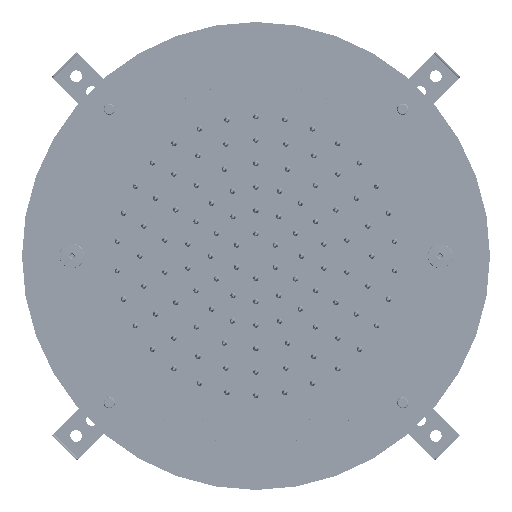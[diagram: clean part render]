
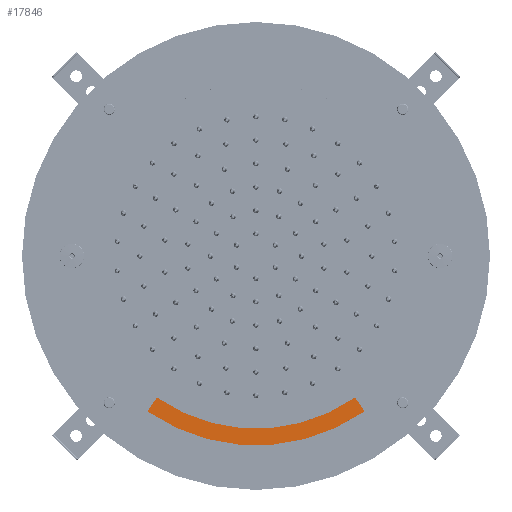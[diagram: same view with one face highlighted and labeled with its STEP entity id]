
A CAD part, top view. The second image highlights one B-rep face of the part: STEP entity #17846.
In plain terms, the highlighted planar face has unit normal (0, 0, 1).
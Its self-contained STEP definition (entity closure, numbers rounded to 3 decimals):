
#17846=ADVANCED_FACE('',(#27209),#27210,.F.);
#27209=FACE_OUTER_BOUND('',#38484,.T.);
#27210=PLANE('',#38485);
#38484=EDGE_LOOP('',(#55313,#55314,#55315,#55316,#55317,#55318,#55319,#55320));
#38485=AXIS2_PLACEMENT_3D('',#55321,#55322,#55323);
#55313=ORIENTED_EDGE('',*,*,#72399,.F.);
#55314=ORIENTED_EDGE('',*,*,#72407,.F.);
#55315=ORIENTED_EDGE('',*,*,#72408,.F.);
#55316=ORIENTED_EDGE('',*,*,#72409,.F.);
#55317=ORIENTED_EDGE('',*,*,#72391,.F.);
#55318=ORIENTED_EDGE('',*,*,#72386,.F.);
#55319=ORIENTED_EDGE('',*,*,#72395,.F.);
#55320=ORIENTED_EDGE('',*,*,#72404,.F.);
#55321=CARTESIAN_POINT('',(0.,0.0,3.0));
#55322=DIRECTION('',(0.0,0.0,-1.0));
#55323=DIRECTION('',(-1.0,0.0,0.0));
#72386=EDGE_CURVE('',#82568,#82569,#82570,.T.);
#72391=EDGE_CURVE('',#82569,#82577,#82578,.T.);
#72395=EDGE_CURVE('',#82583,#82568,#82584,.T.);
#72399=EDGE_CURVE('',#82589,#82590,#82591,.T.);
#72404=EDGE_CURVE('',#82590,#82583,#82598,.T.);
#72407=EDGE_CURVE('',#82601,#82589,#82602,.T.);
#72408=EDGE_CURVE('',#82603,#82601,#82604,.T.);
#72409=EDGE_CURVE('',#82577,#82603,#82605,.T.);
#82568=VERTEX_POINT('',#97409);
#82569=VERTEX_POINT('',#97410);
#82570=CIRCLE('',#97411,170.0);
#82577=VERTEX_POINT('',#97420);
#82578=CIRCLE('',#97421,1.0);
#82583=VERTEX_POINT('',#97427);
#82584=CIRCLE('',#97428,1.0);
#82589=VERTEX_POINT('',#97434);
#82590=VERTEX_POINT('',#97435);
#82591=CIRCLE('',#97436,1.0);
#82598=LINE('',#97445,#97446);
#82601=VERTEX_POINT('',#97450);
#82602=CIRCLE('',#97451,155.0);
#82603=VERTEX_POINT('',#97452);
#82604=CIRCLE('',#97453,1.0);
#82605=LINE('',#97454,#97455);
#97409=CARTESIAN_POINT('',(-96.682,139.83,3.0));
#97410=CARTESIAN_POINT('',(96.682,139.83,3.0));
#97411=AXIS2_PLACEMENT_3D('',#113618,#113619,#113620);
#97420=CARTESIAN_POINT('',(96.933,138.434,3.0));
#97421=AXIS2_PLACEMENT_3D('',#113626,#113627,#113628);
#97427=CARTESIAN_POINT('',(-96.933,138.434,3.0));
#97428=AXIS2_PLACEMENT_3D('',#113633,#113634,#113635);
#97434=CARTESIAN_POINT('',(-88.089,127.536,3.0));
#97435=CARTESIAN_POINT('',(-89.476,127.785,3.0));
#97436=AXIS2_PLACEMENT_3D('',#113640,#113641,#113642);
#97445=CARTESIAN_POINT('',(-93.204,133.11,3.0));
#97446=VECTOR('',#113648,1.0);
#97450=CARTESIAN_POINT('',(88.089,127.536,3.0));
#97451=AXIS2_PLACEMENT_3D('',#113650,#113651,#113652);
#97452=CARTESIAN_POINT('',(89.476,127.785,3.0));
#97453=AXIS2_PLACEMENT_3D('',#113653,#113654,#113655);
#97454=CARTESIAN_POINT('',(93.204,133.11,3.0));
#97455=VECTOR('',#113656,1.0);
#113618=CARTESIAN_POINT('',(0.,0.,3.0));
#113619=DIRECTION('',(0.0,0.0,-1.0));
#113620=DIRECTION('',(-1.0,0.0,0.0));
#113626=CARTESIAN_POINT('',(96.114,139.008,3.0));
#113627=DIRECTION('',(0.0,0.0,-1.0));
#113628=DIRECTION('',(-1.0,0.0,0.0));
#113633=CARTESIAN_POINT('',(-96.114,139.008,3.0));
#113634=DIRECTION('',(0.0,0.0,-1.0));
#113635=DIRECTION('',(-1.0,0.0,0.0));
#113640=CARTESIAN_POINT('',(-88.657,128.359,3.0));
#113641=DIRECTION('',(0.0,0.0,-1.0));
#113642=DIRECTION('',(-1.0,0.0,0.0));
#113648=DIRECTION('',(-0.574,0.819,0.0));
#113650=CARTESIAN_POINT('',(0.,0.0,3.0));
#113651=DIRECTION('',(0.0,0.0,1.0));
#113652=DIRECTION('',(-1.0,0.0,0.0));
#113653=CARTESIAN_POINT('',(88.657,128.359,3.0));
#113654=DIRECTION('',(0.0,0.0,-1.0));
#113655=DIRECTION('',(-1.0,0.0,0.0));
#113656=DIRECTION('',(-0.574,-0.819,0.0));
